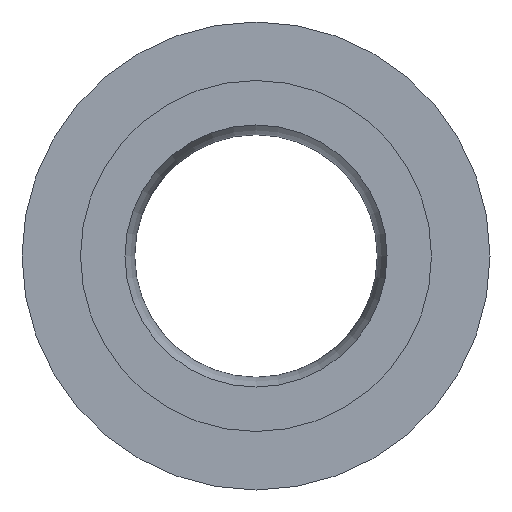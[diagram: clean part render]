
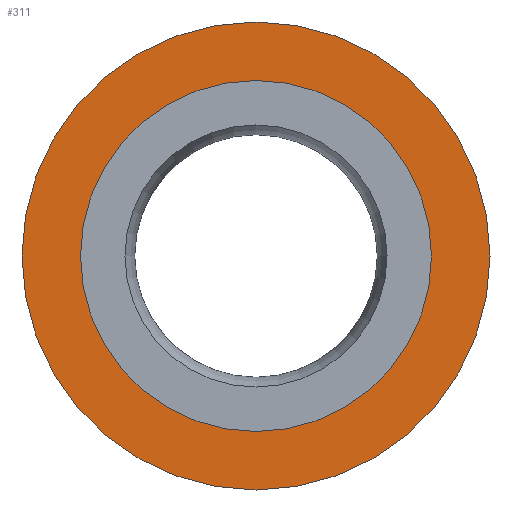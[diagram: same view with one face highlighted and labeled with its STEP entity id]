
A CAD part, left-side view. The second image highlights one B-rep face of the part: STEP entity #311.
In plain terms, the highlighted planar face has unit normal (-1, 0, 0).
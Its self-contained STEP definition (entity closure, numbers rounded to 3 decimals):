
#37=PLANE($,#347);
#76=FACE_BOUND($,#120,.T.);
#90=FACE_OUTER_BOUND($,#119,.T.);
#119=EDGE_LOOP($,(#252));
#120=EDGE_LOOP($,(#253));
#140=CIRCLE($,#336,14.);
#144=CIRCLE($,#342,10.5);
#166=VERTEX_POINT($,#505);
#170=VERTEX_POINT($,#545);
#198=EDGE_CURVE($,#166,#166,#140,.T.);
#203=EDGE_CURVE($,#170,#170,#144,.T.);
#252=ORIENTED_EDGE($,*,*,#198,.F.);
#253=ORIENTED_EDGE($,*,*,#203,.T.);
#311=ADVANCED_FACE($,(#90,#76),#37,.T.);
#336=AXIS2_PLACEMENT_3D($,#506,#383,#384);
#342=AXIS2_PLACEMENT_3D($,#546,#395,#396);
#347=AXIS2_PLACEMENT_3D($,#553,#405,#406);
#383=DIRECTION('center_axis',(1.,0.,0.));
#384=DIRECTION('ref_axis',(0.,1.,0.));
#395=DIRECTION('center_axis',(1.,0.,0.));
#396=DIRECTION('ref_axis',(0.,1.,0.));
#405=DIRECTION('center_axis',(-1.,0.,0.));
#406=DIRECTION('ref_axis',(0.,0.,1.));
#505=CARTESIAN_POINT('',(15.,-14.,0.));
#506=CARTESIAN_POINT('Origin',(15.,0.,0.));
#545=CARTESIAN_POINT('',(15.,-10.5,0.));
#546=CARTESIAN_POINT('Origin',(15.,0.,0.));
#553=CARTESIAN_POINT('Origin',(15.,12.4,0.));
